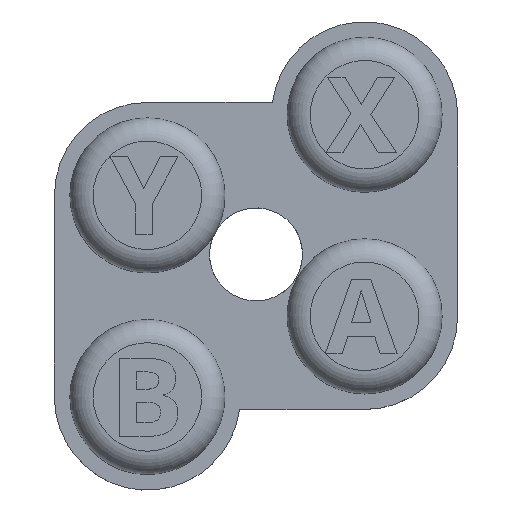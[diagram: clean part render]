
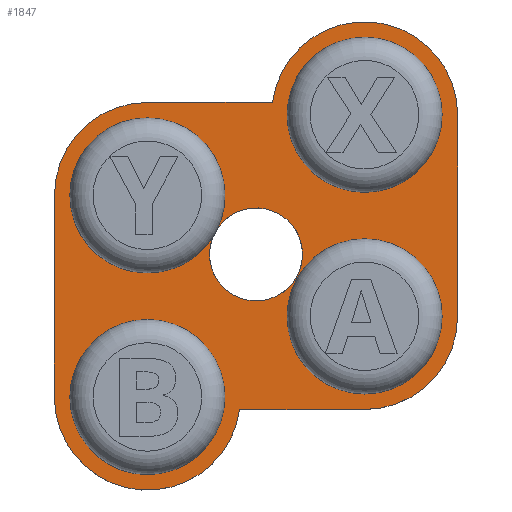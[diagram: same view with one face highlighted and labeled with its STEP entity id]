
A CAD part, top view. The second image highlights one B-rep face of the part: STEP entity #1847.
In plain terms, the highlighted planar face has unit normal (0, 0, 1).
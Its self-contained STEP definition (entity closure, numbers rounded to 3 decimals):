
#48=CIRCLE('',#1970,3.);
#50=CIRCLE('',#1974,2.5);
#55=CIRCLE('',#1981,2.5);
#56=CIRCLE('',#1982,2.5);
#57=CIRCLE('',#1984,3.);
#58=CIRCLE('',#1985,3.);
#59=CIRCLE('',#1986,3.);
#60=CIRCLE('',#1987,2.5);
#61=CIRCLE('',#1988,2.5);
#62=CIRCLE('',#1989,1.5);
#63=CIRCLE('',#1990,1.5);
#96=FACE_BOUND('',#323,.T.);
#97=FACE_BOUND('',#324,.T.);
#98=FACE_BOUND('',#325,.T.);
#99=FACE_BOUND('',#326,.T.);
#145=PLANE('',#1983);
#216=FACE_OUTER_BOUND('',#322,.T.);
#322=EDGE_LOOP('',(#1448,#1449,#1450,#1451,#1452,#1453,#1454,#1455));
#323=EDGE_LOOP('',(#1456));
#324=EDGE_LOOP('',(#1457));
#325=EDGE_LOOP('',(#1458));
#326=EDGE_LOOP('',(#1459,#1460,#1461,#1462));
#500=LINE('',#2987,#663);
#501=LINE('',#2991,#664);
#502=LINE('',#2995,#665);
#503=LINE('',#2998,#666);
#663=VECTOR('',#2309,1000.);
#664=VECTOR('',#2312,1000.);
#665=VECTOR('',#2315,1000.);
#666=VECTOR('',#2318,1000.);
#873=VERTEX_POINT('',#2959);
#874=VERTEX_POINT('',#2961);
#876=VERTEX_POINT('',#2968);
#877=VERTEX_POINT('',#2972);
#878=VERTEX_POINT('',#2973);
#881=VERTEX_POINT('',#2981);
#882=VERTEX_POINT('',#2986);
#883=VERTEX_POINT('',#2988);
#884=VERTEX_POINT('',#2990);
#885=VERTEX_POINT('',#2992);
#886=VERTEX_POINT('',#2994);
#887=VERTEX_POINT('',#2996);
#888=VERTEX_POINT('',#2999);
#889=VERTEX_POINT('',#3001);
#890=VERTEX_POINT('',#3003);
#1079=EDGE_CURVE('',#874,#873,#48,.T.);
#1083=EDGE_CURVE('',#876,#876,#50,.T.);
#1089=EDGE_CURVE('',#881,#878,#55,.T.);
#1090=EDGE_CURVE('',#877,#881,#56,.T.);
#1091=EDGE_CURVE('',#882,#873,#500,.T.);
#1092=EDGE_CURVE('',#882,#883,#57,.T.);
#1093=EDGE_CURVE('',#884,#883,#501,.T.);
#1094=EDGE_CURVE('',#884,#885,#58,.T.);
#1095=EDGE_CURVE('',#886,#885,#502,.T.);
#1096=EDGE_CURVE('',#886,#887,#59,.T.);
#1097=EDGE_CURVE('',#887,#874,#503,.T.);
#1098=EDGE_CURVE('',#888,#888,#60,.T.);
#1099=EDGE_CURVE('',#889,#889,#61,.T.);
#1100=EDGE_CURVE('',#890,#877,#62,.T.);
#1101=EDGE_CURVE('',#878,#890,#63,.T.);
#1448=ORIENTED_EDGE('',*,*,#1079,.T.);
#1449=ORIENTED_EDGE('',*,*,#1091,.F.);
#1450=ORIENTED_EDGE('',*,*,#1092,.T.);
#1451=ORIENTED_EDGE('',*,*,#1093,.F.);
#1452=ORIENTED_EDGE('',*,*,#1094,.T.);
#1453=ORIENTED_EDGE('',*,*,#1095,.F.);
#1454=ORIENTED_EDGE('',*,*,#1096,.T.);
#1455=ORIENTED_EDGE('',*,*,#1097,.T.);
#1456=ORIENTED_EDGE('',*,*,#1098,.F.);
#1457=ORIENTED_EDGE('',*,*,#1099,.F.);
#1458=ORIENTED_EDGE('',*,*,#1083,.F.);
#1459=ORIENTED_EDGE('',*,*,#1090,.F.);
#1460=ORIENTED_EDGE('',*,*,#1100,.F.);
#1461=ORIENTED_EDGE('',*,*,#1101,.F.);
#1462=ORIENTED_EDGE('',*,*,#1089,.F.);
#1847=ADVANCED_FACE('',(#216,#96,#97,#98,#99),#145,.T.);
#1970=AXIS2_PLACEMENT_3D('',#2962,#2278,#2279);
#1974=AXIS2_PLACEMENT_3D('',#2970,#2288,#2289);
#1981=AXIS2_PLACEMENT_3D('',#2983,#2303,#2304);
#1982=AXIS2_PLACEMENT_3D('',#2984,#2305,#2306);
#1983=AXIS2_PLACEMENT_3D('',#2985,#2307,#2308);
#1984=AXIS2_PLACEMENT_3D('',#2989,#2310,#2311);
#1985=AXIS2_PLACEMENT_3D('',#2993,#2313,#2314);
#1986=AXIS2_PLACEMENT_3D('',#2997,#2316,#2317);
#1987=AXIS2_PLACEMENT_3D('',#3000,#2319,#2320);
#1988=AXIS2_PLACEMENT_3D('',#3002,#2321,#2322);
#1989=AXIS2_PLACEMENT_3D('',#3004,#2323,#2324);
#1990=AXIS2_PLACEMENT_3D('',#3005,#2325,#2326);
#2278=DIRECTION('center_axis',(0.,0.,1.));
#2279=DIRECTION('ref_axis',(1.,0.,0.));
#2288=DIRECTION('center_axis',(0.,0.,1.));
#2289=DIRECTION('ref_axis',(1.,0.,0.));
#2303=DIRECTION('center_axis',(0.,0.,1.));
#2304=DIRECTION('ref_axis',(1.,0.,0.));
#2305=DIRECTION('center_axis',(0.,0.,1.));
#2306=DIRECTION('ref_axis',(1.,0.,0.));
#2307=DIRECTION('center_axis',(0.,0.,1.));
#2308=DIRECTION('ref_axis',(1.,0.,0.));
#2309=DIRECTION('',(-1.,0.,0.));
#2310=DIRECTION('center_axis',(0.,0.,1.));
#2311=DIRECTION('ref_axis',(1.,0.,0.));
#2312=DIRECTION('',(0.,-1.,0.));
#2313=DIRECTION('center_axis',(0.,0.,1.));
#2314=DIRECTION('ref_axis',(1.,0.,0.));
#2315=DIRECTION('',(1.,0.,0.));
#2316=DIRECTION('center_axis',(0.,0.,1.));
#2317=DIRECTION('ref_axis',(1.,0.,0.));
#2318=DIRECTION('',(0.,-1.,0.));
#2319=DIRECTION('center_axis',(0.,0.,1.));
#2320=DIRECTION('ref_axis',(1.,0.,0.));
#2321=DIRECTION('center_axis',(0.,0.,1.));
#2322=DIRECTION('ref_axis',(1.,0.,0.));
#2323=DIRECTION('center_axis',(0.,0.,1.));
#2324=DIRECTION('ref_axis',(1.,0.,0.));
#2325=DIRECTION('center_axis',(0.,0.,1.));
#2326=DIRECTION('ref_axis',(1.,0.,0.));
#2959=CARTESIAN_POINT('',(-0.527,-5.,1.));
#2961=CARTESIAN_POINT('',(-6.5,-4.6,1.));
#2962=CARTESIAN_POINT('Origin',(-3.5,-4.6,1.));
#2968=CARTESIAN_POINT('',(6.,4.5,1.));
#2970=CARTESIAN_POINT('Origin',(3.5,4.5,1.));
#2972=CARTESIAN_POINT('',(-1.222,0.87,1.));
#2973=CARTESIAN_POINT('',(-1.395,0.551,1.));
#2981=CARTESIAN_POINT('',(-1.,1.9,1.));
#2983=CARTESIAN_POINT('Origin',(-3.5,1.9,1.));
#2984=CARTESIAN_POINT('Origin',(-3.5,1.9,1.));
#2985=CARTESIAN_POINT('Origin',(0.,-0.05,1.));
#2986=CARTESIAN_POINT('',(3.5,-5.,1.));
#2987=CARTESIAN_POINT('',(1.487,-5.,1.));
#2988=CARTESIAN_POINT('',(6.5,-2.,1.));
#2989=CARTESIAN_POINT('Origin',(3.5,-2.,1.));
#2990=CARTESIAN_POINT('',(6.5,4.5,1.));
#2991=CARTESIAN_POINT('',(6.5,1.25,1.));
#2992=CARTESIAN_POINT('',(0.527,4.9,1.));
#2993=CARTESIAN_POINT('Origin',(3.5,4.5,1.));
#2994=CARTESIAN_POINT('',(-3.5,4.9,1.));
#2995=CARTESIAN_POINT('',(-1.487,4.9,1.));
#2996=CARTESIAN_POINT('',(-6.5,1.9,1.));
#2997=CARTESIAN_POINT('Origin',(-3.5,1.9,1.));
#2998=CARTESIAN_POINT('',(-6.5,-1.35,1.));
#2999=CARTESIAN_POINT('',(-1.,-4.6,1.));
#3000=CARTESIAN_POINT('Origin',(-3.5,-4.6,1.));
#3001=CARTESIAN_POINT('',(6.,-2.,1.));
#3002=CARTESIAN_POINT('Origin',(3.5,-2.,1.));
#3003=CARTESIAN_POINT('',(1.5,0.,1.));
#3004=CARTESIAN_POINT('Origin',(0.,0.,
1.));
#3005=CARTESIAN_POINT('Origin',(0.,0.,
1.));
